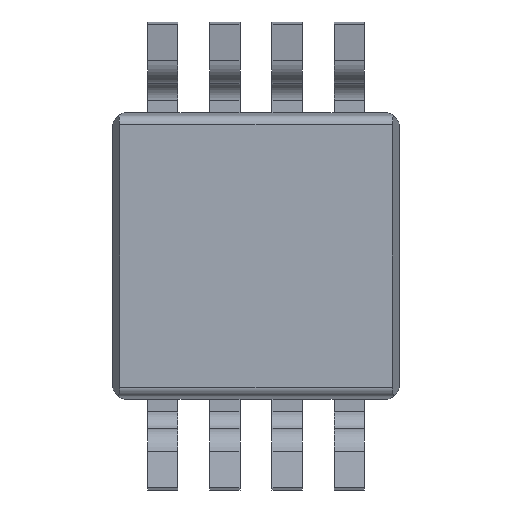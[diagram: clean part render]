
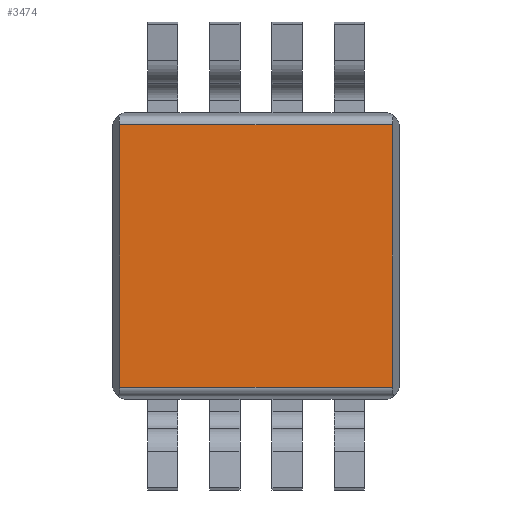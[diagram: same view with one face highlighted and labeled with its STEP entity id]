
A CAD part, front view. The second image highlights one B-rep face of the part: STEP entity #3474.
In plain terms, the highlighted planar face has unit normal (0, -1, 0).
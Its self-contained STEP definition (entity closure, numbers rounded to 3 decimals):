
#35 = DIRECTION ( 'NONE',  ( 0., 0., -1. ) ) ;
#135 = DIRECTION ( 'NONE',  ( 0., 0., 1. ) ) ;
#423 = DIRECTION ( 'NONE',  ( 1., 0., 0. ) ) ;
#453 = DIRECTION ( 'NONE',  ( 0., 0., 1. ) ) ;
#524 = LINE ( 'NONE', #5507, #2242 ) ;
#853 = CARTESIAN_POINT ( 'NONE',  ( -1.5, -0.5, 1.372 ) ) ;
#869 = CARTESIAN_POINT ( 'NONE',  ( 1.428, -0.5, 1.372 ) ) ;
#1097 = CARTESIAN_POINT ( 'NONE',  ( -1.428, -0.5, -1.372 ) ) ;
#1386 = EDGE_CURVE ( 'NONE', #3020, #3908, #4989, .T. ) ;
#1738 = ORIENTED_EDGE ( 'NONE', *, *, #3754, .T. ) ;
#1816 = CARTESIAN_POINT ( 'NONE',  ( -1.5, -0.5, -1.372 ) ) ;
#1847 = AXIS2_PLACEMENT_3D ( 'NONE', #853, #3225, #35 ) ;
#1895 = PLANE ( 'NONE',  #1847 ) ;
#2242 = VECTOR ( 'NONE', #5484, 1000. ) ;
#2304 = LINE ( 'NONE', #1816, #4201 ) ;
#2770 = CARTESIAN_POINT ( 'NONE',  ( 1.428, -0.5, -1.5 ) ) ;
#3020 = VERTEX_POINT ( 'NONE', #3387 ) ;
#3225 = DIRECTION ( 'NONE',  ( 0., -1., 0. ) ) ;
#3387 = CARTESIAN_POINT ( 'NONE',  ( 1.428, -0.5, -1.372 ) ) ;
#3474 = ADVANCED_FACE ( 'NONE', ( #4579 ), #1895, .T. ) ;
#3481 = CARTESIAN_POINT ( 'NONE',  ( -1.428, -0.5, 1.372 ) ) ;
#3754 = EDGE_CURVE ( 'NONE', #3871, #3020, #2304, .T. ) ;
#3764 = CARTESIAN_POINT ( 'NONE',  ( -1.428, -0.5, -1.5 ) ) ;
#3871 = VERTEX_POINT ( 'NONE', #1097 ) ;
#3908 = VERTEX_POINT ( 'NONE', #869 ) ;
#3991 = ORIENTED_EDGE ( 'NONE', *, *, #5247, .F. ) ;
#4144 = VECTOR ( 'NONE', #135, 1000. ) ;
#4201 = VECTOR ( 'NONE', #423, 1000. ) ;
#4228 = VERTEX_POINT ( 'NONE', #3481 ) ;
#4313 = ORIENTED_EDGE ( 'NONE', *, *, #1386, .T. ) ;
#4337 = VECTOR ( 'NONE', #453, 1000. ) ;
#4579 = FACE_OUTER_BOUND ( 'NONE', #5359, .T. ) ;
#4628 = LINE ( 'NONE', #3764, #4144 ) ;
#4989 = LINE ( 'NONE', #2770, #4337 ) ;
#5247 = EDGE_CURVE ( 'NONE', #3871, #4228, #4628, .T. ) ;
#5359 = EDGE_LOOP ( 'NONE', ( #5733, #3991, #1738, #4313 ) ) ;
#5435 = EDGE_CURVE ( 'NONE', #4228, #3908, #524, .T. ) ;
#5484 = DIRECTION ( 'NONE',  ( 1., 0., 0. ) ) ;
#5507 = CARTESIAN_POINT ( 'NONE',  ( -1.5, -0.5, 1.372 ) ) ;
#5733 = ORIENTED_EDGE ( 'NONE', *, *, #5435, .F. ) ;
